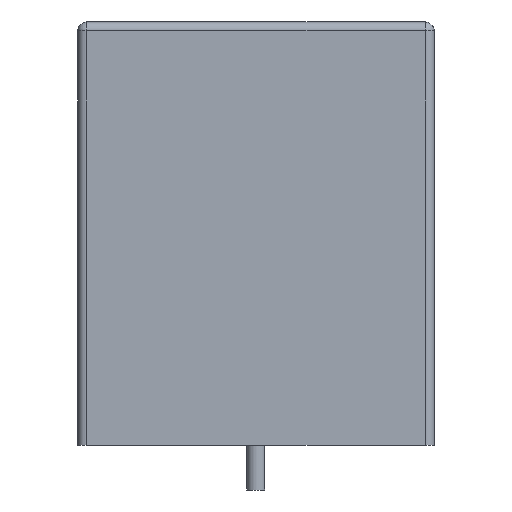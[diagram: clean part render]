
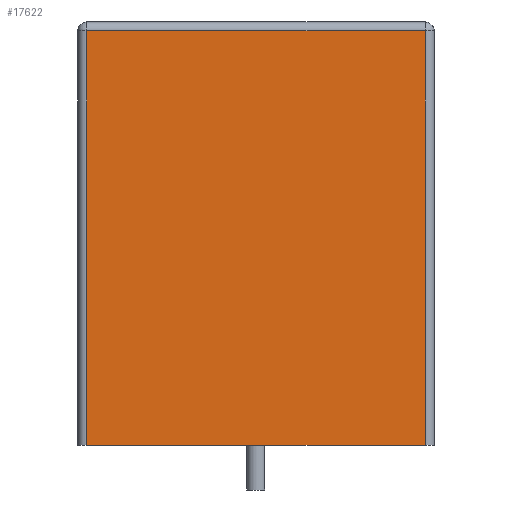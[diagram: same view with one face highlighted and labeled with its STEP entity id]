
A CAD part, left-side view. The second image highlights one B-rep face of the part: STEP entity #17622.
In plain terms, the highlighted planar face has unit normal (-1, 0, 0).
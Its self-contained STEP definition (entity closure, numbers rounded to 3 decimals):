
#1089=PLANE('',#18303);
#2037=FACE_OUTER_BOUND('',#3083,.T.);
#3083=EDGE_LOOP('',(#16536,#16537,#16538,#16539));
#4847=LINE('',#32072,#6615);
#4849=LINE('',#32083,#6617);
#4852=LINE('',#32088,#6620);
#4856=LINE('',#32096,#6624);
#6615=VECTOR('',#21359,10.);
#6617=VECTOR('',#21373,10.);
#6620=VECTOR('',#21380,10.);
#6624=VECTOR('',#21392,10.);
#8990=VERTEX_POINT('',#32065);
#8992=VERTEX_POINT('',#32070);
#8993=VERTEX_POINT('',#32075);
#8995=VERTEX_POINT('',#32081);
#11501=EDGE_CURVE('',#8992,#8990,#4847,.T.);
#11507=EDGE_CURVE('',#8993,#8995,#4849,.T.);
#11510=EDGE_CURVE('',#8990,#8993,#4852,.T.);
#11514=EDGE_CURVE('',#8995,#8992,#4856,.T.);
#16536=ORIENTED_EDGE('',*,*,#11501,.F.);
#16537=ORIENTED_EDGE('',*,*,#11514,.F.);
#16538=ORIENTED_EDGE('',*,*,#11507,.F.);
#16539=ORIENTED_EDGE('',*,*,#11510,.F.);
#17622=ADVANCED_FACE('',(#2037),#1089,.T.);
#18303=AXIS2_PLACEMENT_3D('',#32095,#21390,#21391);
#21359=DIRECTION('',(0.,0.,1.));
#21373=DIRECTION('',(0.,0.,-1.));
#21380=DIRECTION('',(0.,-1.,0.));
#21390=DIRECTION('center_axis',(-1.,0.,0.));
#21391=DIRECTION('ref_axis',(0.,-1.,0.));
#21392=DIRECTION('',(0.,1.,0.));
#32065=CARTESIAN_POINT('',(-15.,7.6,18.6));
#32070=CARTESIAN_POINT('',(-15.,7.6,0.));
#32072=CARTESIAN_POINT('',(-15.,7.6,0.));
#32075=CARTESIAN_POINT('',(-15.,-7.6,18.6));
#32081=CARTESIAN_POINT('',(-15.,-7.6,0.));
#32083=CARTESIAN_POINT('',(-15.,-7.6,0.));
#32088=CARTESIAN_POINT('',(-15.,4.,18.6));
#32095=CARTESIAN_POINT('Origin',(-15.,8.,0.));
#32096=CARTESIAN_POINT('',(-15.,-8.,0.));
